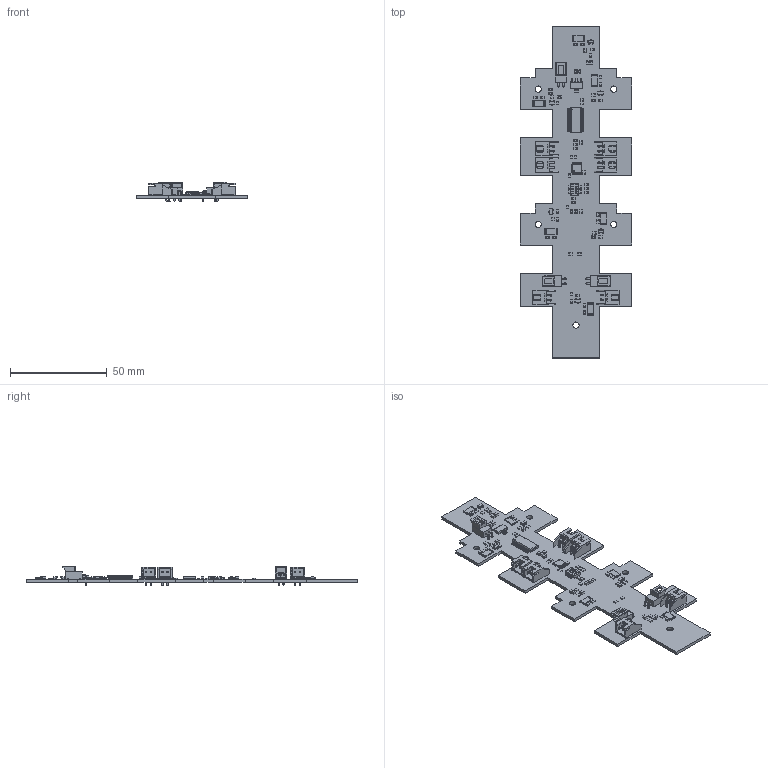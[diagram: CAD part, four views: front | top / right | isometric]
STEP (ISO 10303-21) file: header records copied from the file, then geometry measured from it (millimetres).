
FILE_DESCRIPTION(('KiCad electronic assembly'),'2;1');
FILE_NAME('BMS.step','2024-10-31T17:19:49',('Pcbnew'),('Kicad'), 'Open CASCADE STEP processor 7.8','KiCad to STEP converter','Unknown' );
FILE_SCHEMA(('AUTOMOTIVE_DESIGN { 1 0 10303 214 1 1 1 1 }'));
Length unit declared in the file: millimetre
Products named in the file (24): BMS 1; C_0805_2012Metric; R_0805_2012Metric; SOT-23; SOT_23; JST_XH_S2B-XH-A_1x02_P2.50mm_Horizontal; JST_S2B_XH_A; R_2512_6332Metric; LED_0805_2012Metric; A6H_4101; TSSOP-16_4.4x5mm_P0.65mm; TSSOP_16_44x5mm_P065mm; 1053131102; SOT-223; SOT_223; LTC6811-2; part; BMS_PCB
Assembly tree (94 placements, depth 3):
  BMS 1
    C_0805_2012Metric  x14
      C_0805_2012Metric
    R_0805_2012Metric  x35
      R_0805_2012Metric
    SOT-23  x6
      SOT_23
    JST_XH_S2B-XH-A_1x02_P2.50mm_Horizontal  x6
      JST_S2B_XH_A
    R_2512_6332Metric  x6
      R_2512_6332Metric
    LED_0805_2012Metric  x8
      LED_0805_2012Metric
    A6H_4101
      A6H_4101
    TSSOP-16_4.4x5mm_P0.65mm
      TSSOP_16_44x5mm_P065mm
    1053131102  x3
      1053131102
    SOT-223
      SOT_223
    LTC6811-2
      part
    BMS_PCB
Bounding box: 57.42 x 171.22 x 10 mm (x, y, z)
Volume: 12483.4 mm3; surface area: 20587.3 mm2
Topology: 132 solids, 132 shells, 4602 faces, 12047 edges, 7822 vertices
Faces by surface type: plane 3293, cylinder 1073, bspline 206, cone 24, sphere 6
Full cylindrical faces by diameter (mm): 0.281 x1, 0.5 x1, 1 x12, 1.2 x6, 1.7 x6, 3.2 x5
Entity records: 62134 total; most frequent: CARTESIAN_POINT 9437, ORIENTED_EDGE 8826, DIRECTION 8568, EDGE_CURVE 4413, LINE 3538, VECTOR 3538, VERTEX_POINT 2874, AXIS2_PLACEMENT_3D 2515
